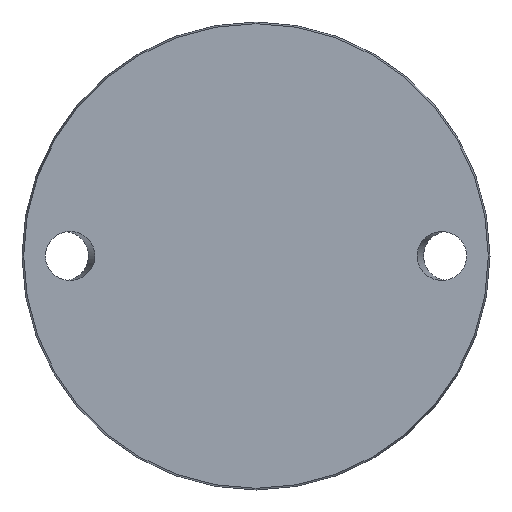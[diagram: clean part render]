
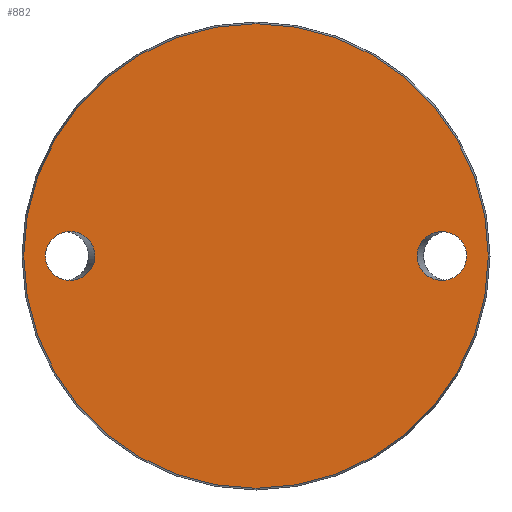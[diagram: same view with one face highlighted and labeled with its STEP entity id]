
A CAD part, front view. The second image highlights one B-rep face of the part: STEP entity #882.
In plain terms, the highlighted planar face has unit normal (0, -1, 0).
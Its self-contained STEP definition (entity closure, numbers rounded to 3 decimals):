
#26 = EDGE_CURVE ( 'NONE', #480, #480, #195, .T. ) ;
#60 = EDGE_LOOP ( 'NONE', ( #100 ) ) ;
#100 = ORIENTED_EDGE ( 'NONE', *, *, #239, .T. ) ;
#195 = CIRCLE ( 'NONE', #743, 78.425 ) ;
#220 = CARTESIAN_POINT ( 'NONE',  ( -71.115, 0., 0. ) ) ;
#233 = ORIENTED_EDGE ( 'NONE', *, *, #924, .F. ) ;
#235 = CARTESIAN_POINT ( 'NONE',  ( -78.425, 0., 0. ) ) ;
#239 = EDGE_CURVE ( 'NONE', #877, #877, #898, .T. ) ;
#253 = CARTESIAN_POINT ( 'NONE',  ( -71.115, 0., 0. ) ) ;
#261 = EDGE_LOOP ( 'NONE', ( #805 ) ) ;
#289 = CARTESIAN_POINT ( 'NONE',  ( 54.385, 0., -16.5 ) ) ;
#305 = AXIS2_PLACEMENT_3D ( 'NONE', #235, #538, #678 ) ;
#381 = CARTESIAN_POINT ( 'NONE',  ( 54.385, 0., 0. ) ) ;
#390 = CARTESIAN_POINT ( 'NONE',  ( 0., 0., -78.425 ) ) ;
#405 = VERTEX_POINT ( 'NONE', #711 ) ;
#443 = CARTESIAN_POINT ( 'NONE',  ( -71.115, 0., 16.5 ) ) ;
#447 = CARTESIAN_POINT ( 'NONE',  ( 71.115, 0., 0. ) ) ;
#452 = FACE_OUTER_BOUND ( 'NONE', #261, .T. ) ;
#460 = CARTESIAN_POINT ( 'NONE',  ( 71.115, 0., -16.5 ) ) ;
#480 = VERTEX_POINT ( 'NONE', #390 ) ;
#486 = EDGE_LOOP ( 'NONE', ( #233 ) ) ;
#512 = CARTESIAN_POINT ( 'NONE',  ( -54.385, 0., 16.5 ) ) ;
#523 = CARTESIAN_POINT ( 'NONE',  ( -54.385, 0., -16.5 ) ) ;
#524 = FACE_BOUND ( 'NONE', #60, .T. ) ;
#538 = DIRECTION ( 'NONE',  ( 0., 1., 0. ) ) ;
#609 = CARTESIAN_POINT ( 'NONE',  ( -71.115, 0., -16.5 ) ) ;
#643 = DIRECTION ( 'NONE',  ( 0., -1., 0. ) ) ;
#677 = CARTESIAN_POINT ( 'NONE',  ( -71.115, 0., 0. ) ) ;
#678 = DIRECTION ( 'NONE',  ( 0., 0., 1. ) ) ;
#684 = FACE_BOUND ( 'NONE', #486, .T. ) ;
#691 = CARTESIAN_POINT ( 'NONE',  ( 54.385, 0., 16.5 ) ) ;
#711 = CARTESIAN_POINT ( 'NONE',  ( 54.385, 0., 0. ) ) ;
#743 = AXIS2_PLACEMENT_3D ( 'NONE', #889, #643, #954 ) ;
#752 = CARTESIAN_POINT ( 'NONE',  ( -54.385, 0., 0. ) ) ;
#756 = CARTESIAN_POINT ( 'NONE',  ( 71.115, 0., 16.5 ) ) ;
#805 = ORIENTED_EDGE ( 'NONE', *, *, #26, .T. ) ;
#819 =( BOUNDED_CURVE ( )  B_SPLINE_CURVE ( 3, ( #838, #289, #460, #447, #756, #691, #381 ),
 .UNSPECIFIED., .T., .F. ) 
 B_SPLINE_CURVE_WITH_KNOTS ( ( 4, 3, 4 ),
 ( 0., 3.142, 6.283 ),
 .UNSPECIFIED. ) 
 CURVE ( )  GEOMETRIC_REPRESENTATION_ITEM ( )  RATIONAL_B_SPLINE_CURVE ( ( 1., 0.333, 0.333, 1., 0.333, 0.333, 1. ) ) 
 REPRESENTATION_ITEM ( '' )  );
#838 = CARTESIAN_POINT ( 'NONE',  ( 54.385, 0., 0. ) ) ;
#877 = VERTEX_POINT ( 'NONE', #253 ) ;
#882 = ADVANCED_FACE ( 'NONE', ( #524, #684, #452 ), #921, .F. ) ;
#889 = CARTESIAN_POINT ( 'NONE',  ( 0., 0., 0. ) ) ;
#898 =( BOUNDED_CURVE ( )  B_SPLINE_CURVE ( 3, ( #220, #443, #512, #752, #523, #609, #677 ),
 .UNSPECIFIED., .T., .F. ) 
 B_SPLINE_CURVE_WITH_KNOTS ( ( 4, 3, 4 ),
 ( 0., 3.142, 6.283 ),
 .UNSPECIFIED. ) 
 CURVE ( )  GEOMETRIC_REPRESENTATION_ITEM ( )  RATIONAL_B_SPLINE_CURVE ( ( 1., 0.333, 0.333, 1., 0.333, 0.333, 1. ) ) 
 REPRESENTATION_ITEM ( '' )  );
#921 = PLANE ( 'NONE',  #305 ) ;
#924 = EDGE_CURVE ( 'NONE', #405, #405, #819, .T. ) ;
#954 = DIRECTION ( 'NONE',  ( 0., 0., -1. ) ) ;
